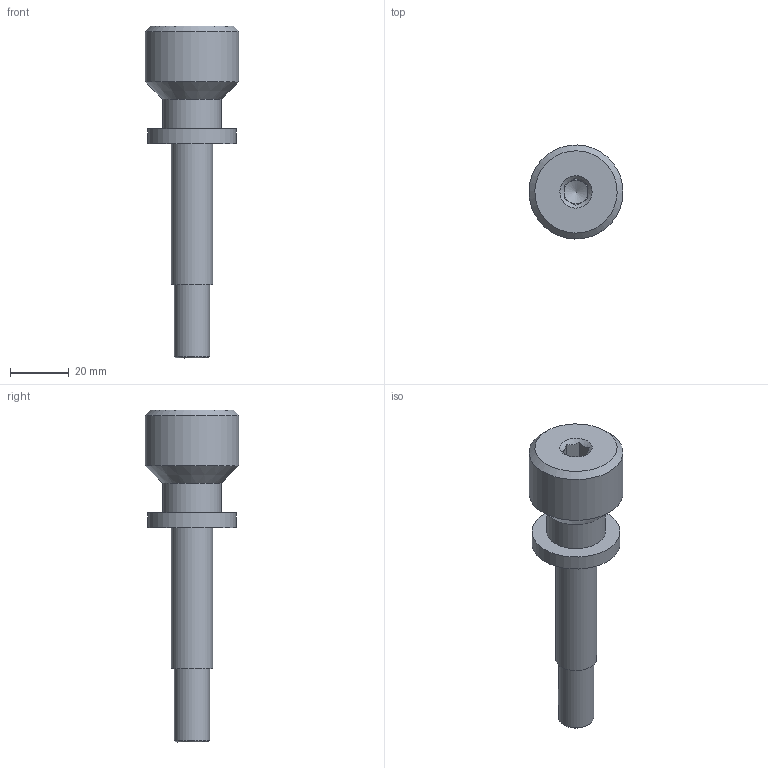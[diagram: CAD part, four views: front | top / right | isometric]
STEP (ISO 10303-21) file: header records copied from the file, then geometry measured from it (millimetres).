
FILE_DESCRIPTION((''),'2;1');
FILE_NAME('SM601V_WECHSELEINHEIT_SCHRAUBE.stp','2010-08-10T16:16:03',('alexander erhardt'),(''),'Autodesk Inventor 2010','Autodesk Inventor 2010','');
FILE_SCHEMA(('AUTOMOTIVE_DESIGN { 1 0 10303 214 1 1 1 1 }'));
Length unit declared in the file: millimetre
Products named in the file (1): SM601V_WECHSELEINHEIT_SCHRAUBE
Bounding box: 31.99 x 31.99 x 113 mm (x, y, z)
Volume: 34599.9 mm3; surface area: 8791.4 mm2
Topology: 1 solids, 1 shells, 27 faces, 68 edges, 46 vertices
Faces by surface type: plane 17, cone 5, cylinder 5
Full cylindrical faces by diameter (mm): 12 x1, 14 x1, 20 x1, 30 x1, 32 x1
Entity records: 790 total; most frequent: CARTESIAN_POINT 154, DIRECTION 117, ORIENTED_EDGE 108, EDGE_CURVE 54, AXIS2_PLACEMENT_3D 49, VERTEX_POINT 42, EDGE_LOOP 40, STYLED_ITEM 28
